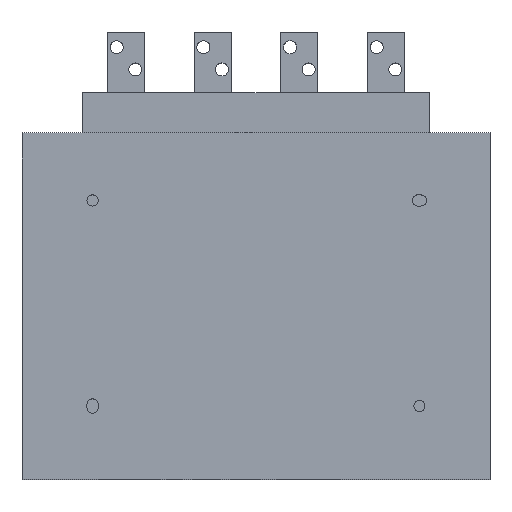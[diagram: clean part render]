
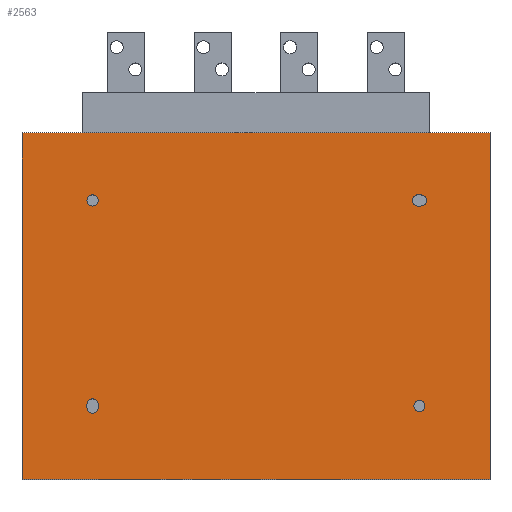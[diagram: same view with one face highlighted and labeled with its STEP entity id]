
A CAD part, top view. The second image highlights one B-rep face of the part: STEP entity #2563.
In plain terms, the highlighted planar face has unit normal (0, 0, 1).
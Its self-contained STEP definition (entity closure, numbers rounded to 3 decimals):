
#26=DIRECTION('',(0.,-1.,0.));
#27=VECTOR('',#26,279.5);
#28=CARTESIAN_POINT('',(0.,-81.5,0.));
#29=LINE('',#28,#27);
#122=DIRECTION('',(1.,0.,0.));
#123=VECTOR('',#122,378.);
#124=CARTESIAN_POINT('',(0.,-361.,0.));
#125=LINE('',#124,#123);
#298=CARTESIAN_POINT('',(57.,-136.,0.));
#299=DIRECTION('',(0.,0.,1.));
#300=DIRECTION('',(1.,0.,0.));
#301=AXIS2_PLACEMENT_3D('',#298,#299,#300);
#303=CARTESIAN_POINT('',(57.,-136.,0.));
#304=DIRECTION('',(0.,0.,1.));
#305=DIRECTION('',(-1.,0.,0.));
#306=AXIS2_PLACEMENT_3D('',#303,#304,#305);
#308=CARTESIAN_POINT('',(321.,-302.,0.));
#309=DIRECTION('',(0.,0.,1.));
#310=DIRECTION('',(1.,0.,0.));
#311=AXIS2_PLACEMENT_3D('',#308,#309,#310);
#313=CARTESIAN_POINT('',(321.,-302.,0.));
#314=DIRECTION('',(0.,0.,1.));
#315=DIRECTION('',(-1.,0.,0.));
#316=AXIS2_PLACEMENT_3D('',#313,#314,#315);
#318=DIRECTION('',(0.,1.,0.));
#319=VECTOR('',#318,2.5);
#320=CARTESIAN_POINT('',(61.5,-303.25,0.));
#321=LINE('',#320,#319);
#322=CARTESIAN_POINT('',(57.,-300.75,0.));
#323=DIRECTION('',(0.,0.,1.));
#324=DIRECTION('',(1.,0.,0.));
#325=AXIS2_PLACEMENT_3D('',#322,#323,#324);
#327=DIRECTION('',(0.,-1.,0.));
#328=VECTOR('',#327,2.5);
#329=CARTESIAN_POINT('',(52.5,-300.75,0.));
#330=LINE('',#329,#328);
#331=CARTESIAN_POINT('',(57.,-303.25,0.));
#332=DIRECTION('',(0.,0.,1.));
#333=DIRECTION('',(-1.,0.,0.));
#334=AXIS2_PLACEMENT_3D('',#331,#332,#333);
#336=DIRECTION('',(1.,0.,0.));
#337=VECTOR('',#336,2.5);
#338=CARTESIAN_POINT('',(319.75,-140.5,0.));
#339=LINE('',#338,#337);
#340=CARTESIAN_POINT('',(322.25,-136.,0.));
#341=DIRECTION('',(0.,0.,1.));
#342=DIRECTION('',(0.,-1.,0.));
#343=AXIS2_PLACEMENT_3D('',#340,#341,#342);
#345=DIRECTION('',(-1.,0.,0.));
#346=VECTOR('',#345,2.5);
#347=CARTESIAN_POINT('',(322.25,-131.5,0.));
#348=LINE('',#347,#346);
#349=CARTESIAN_POINT('',(319.75,-136.,0.));
#350=DIRECTION('',(0.,0.,1.));
#351=DIRECTION('',(0.,1.,0.));
#352=AXIS2_PLACEMENT_3D('',#349,#350,#351);
#354=DIRECTION('',(1.,0.,0.));
#355=VECTOR('',#354,378.);
#356=CARTESIAN_POINT('',(0.,-81.5,0.));
#357=LINE('',#356,#355);
#1374=DIRECTION('',(0.,-1.,0.));
#1375=VECTOR('',#1374,279.5);
#1376=CARTESIAN_POINT('',(378.,-81.5,0.));
#1377=LINE('',#1376,#1375);
#1686=CARTESIAN_POINT('',(0.,-361.,0.));
#1687=CARTESIAN_POINT('',(378.,-361.,0.));
#1688=VERTEX_POINT('',#1686);
#1689=VERTEX_POINT('',#1687);
#1698=CARTESIAN_POINT('',(61.5,-136.,0.));
#1699=CARTESIAN_POINT('',(52.5,-136.,0.));
#1700=VERTEX_POINT('',#1698);
#1701=VERTEX_POINT('',#1699);
#1702=CARTESIAN_POINT('',(325.5,-302.,0.));
#1703=CARTESIAN_POINT('',(316.5,-302.,0.));
#1704=VERTEX_POINT('',#1702);
#1705=VERTEX_POINT('',#1703);
#1846=CARTESIAN_POINT('',(0.,-81.5,0.));
#1847=CARTESIAN_POINT('',(378.,-81.5,0.));
#1848=VERTEX_POINT('',#1846);
#1849=VERTEX_POINT('',#1847);
#2038=CARTESIAN_POINT('',(61.5,-303.25,0.));
#2039=CARTESIAN_POINT('',(61.5,-300.75,0.));
#2040=VERTEX_POINT('',#2038);
#2041=VERTEX_POINT('',#2039);
#2042=CARTESIAN_POINT('',(52.5,-300.75,0.));
#2043=VERTEX_POINT('',#2042);
#2044=CARTESIAN_POINT('',(52.5,-303.25,0.));
#2045=VERTEX_POINT('',#2044);
#2046=CARTESIAN_POINT('',(319.75,-140.5,0.));
#2047=CARTESIAN_POINT('',(322.25,-140.5,0.));
#2048=VERTEX_POINT('',#2046);
#2049=VERTEX_POINT('',#2047);
#2050=CARTESIAN_POINT('',(322.25,-131.5,0.));
#2051=VERTEX_POINT('',#2050);
#2052=CARTESIAN_POINT('',(319.75,-131.5,0.));
#2053=VERTEX_POINT('',#2052);
#2518=CARTESIAN_POINT('',(0.,0.,0.));
#2519=DIRECTION('',(0.,0.,1.));
#2520=DIRECTION('',(0.,-1.,0.));
#2521=AXIS2_PLACEMENT_3D('',#2518,#2519,#2520);
#2522=PLANE('',#2521);
#2524=ORIENTED_EDGE('',*,*,#2523,.T.);
#2526=ORIENTED_EDGE('',*,*,#2525,.T.);
#2527=ORIENTED_EDGE('',*,*,#2381,.F.);
#2528=ORIENTED_EDGE('',*,*,#2227,.F.);
#2529=EDGE_LOOP('',(#2524,#2526,#2527,#2528));
#2530=FACE_OUTER_BOUND('',#2529,.F.);
#2532=ORIENTED_EDGE('',*,*,#2531,.T.);
#2534=ORIENTED_EDGE('',*,*,#2533,.T.);
#2535=EDGE_LOOP('',(#2532,#2534));
#2536=FACE_BOUND('',#2535,.F.);
#2538=ORIENTED_EDGE('',*,*,#2537,.T.);
#2540=ORIENTED_EDGE('',*,*,#2539,.T.);
#2542=ORIENTED_EDGE('',*,*,#2541,.T.);
#2544=ORIENTED_EDGE('',*,*,#2543,.T.);
#2545=EDGE_LOOP('',(#2538,#2540,#2542,#2544));
#2546=FACE_BOUND('',#2545,.F.);
#2548=ORIENTED_EDGE('',*,*,#2547,.T.);
#2550=ORIENTED_EDGE('',*,*,#2549,.T.);
#2552=ORIENTED_EDGE('',*,*,#2551,.T.);
#2554=ORIENTED_EDGE('',*,*,#2553,.T.);
#2555=EDGE_LOOP('',(#2548,#2550,#2552,#2554));
#2556=FACE_BOUND('',#2555,.F.);
#2558=ORIENTED_EDGE('',*,*,#2557,.T.);
#2560=ORIENTED_EDGE('',*,*,#2559,.T.);
#2561=EDGE_LOOP('',(#2558,#2560));
#2562=FACE_BOUND('',#2561,.F.);
#302=CIRCLE('',#301,4.5);
#307=CIRCLE('',#306,4.5);
#312=CIRCLE('',#311,4.5);
#317=CIRCLE('',#316,4.5);
#326=CIRCLE('',#325,4.5);
#335=CIRCLE('',#334,4.5);
#344=CIRCLE('',#343,4.5);
#353=CIRCLE('',#352,4.5);
#2227=EDGE_CURVE('',#1848,#1688,#29,.T.);
#2381=EDGE_CURVE('',#1688,#1689,#125,.T.);
#2523=EDGE_CURVE('',#1848,#1849,#357,.T.);
#2525=EDGE_CURVE('',#1849,#1689,#1377,.T.);
#2531=EDGE_CURVE('',#1704,#1705,#312,.T.);
#2533=EDGE_CURVE('',#1705,#1704,#317,.T.);
#2537=EDGE_CURVE('',#2040,#2041,#321,.T.);
#2539=EDGE_CURVE('',#2041,#2043,#326,.T.);
#2541=EDGE_CURVE('',#2043,#2045,#330,.T.);
#2543=EDGE_CURVE('',#2045,#2040,#335,.T.);
#2547=EDGE_CURVE('',#2048,#2049,#339,.T.);
#2549=EDGE_CURVE('',#2049,#2051,#344,.T.);
#2551=EDGE_CURVE('',#2051,#2053,#348,.T.);
#2553=EDGE_CURVE('',#2053,#2048,#353,.T.);
#2557=EDGE_CURVE('',#1700,#1701,#302,.T.);
#2559=EDGE_CURVE('',#1701,#1700,#307,.T.);
#2563=ADVANCED_FACE('',(#2530,#2536,#2546,#2556,#2562),#2522,.T.);
